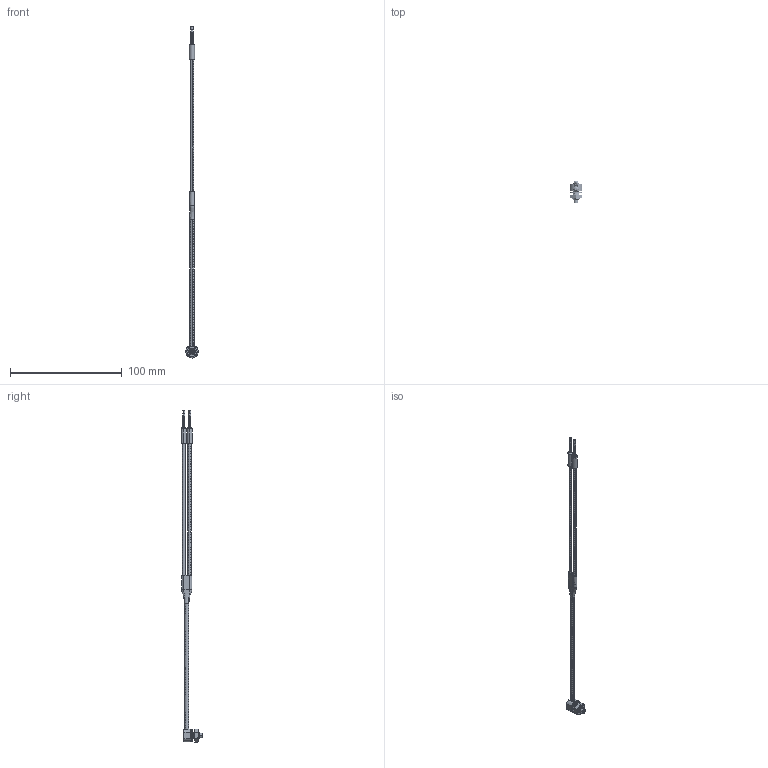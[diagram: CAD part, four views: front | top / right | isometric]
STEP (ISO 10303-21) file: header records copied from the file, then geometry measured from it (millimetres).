
FILE_DESCRIPTION((''),'2;1');
FILE_NAME('161902_ASM','2017-09-19T',('pdmadmin'),('BANNER ENGINEERING'),'CREO PARAMETRIC BY PTC INC, 2016260','CREO PARAMETRIC BY PTC INC, 2016260','');
FILE_SCHEMA(('CONFIG_CONTROL_DESIGN'));
Length unit declared in the file: inch
Products named in the file (10): 111770; 110533; 110532; 110534; 145903_AF3; 30920; 111402; FIBER_CORE_1MM_AF2; FIBER_CORE_1MM_AF4; 161902_ASM
Assembly tree (11 placements, depth 2):
  161902_ASM
    111770
    110533  x2
    110532  x2
    110534
    145903_AF3
    30920
    111402
    FIBER_CORE_1MM_AF2
    FIBER_CORE_1MM_AF4
Bounding box: 11 x 19.34 x 297.07 mm (x, y, z)
Volume: 2407 mm3; surface area: 15992.5 mm2
Topology: 14 solids, 15 shells, 1138 faces, 2335 edges, 1225 vertices
Faces by surface type: torus 400, cone 270, bspline 206, cylinder 206, plane 56
Entity records: 45131 total; most frequent: CARTESIAN_POINT 31245, DIRECTION 2970, ORIENTED_EDGE 2770, EDGE_CURVE 1387, AXIS2_PLACEMENT_3D 1242, VERTEX_POINT 745, CIRCLE 699, EDGE_LOOP 678
